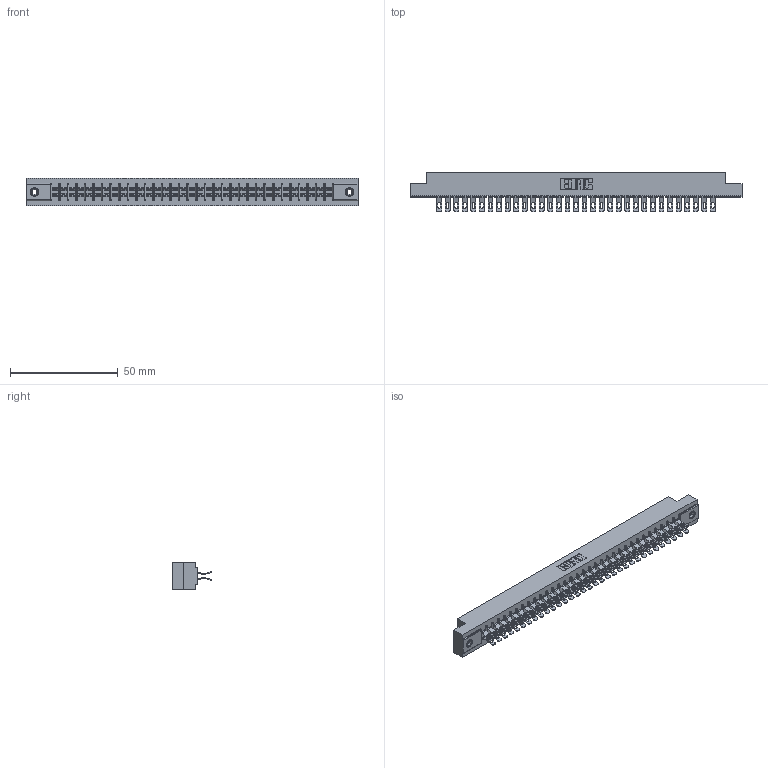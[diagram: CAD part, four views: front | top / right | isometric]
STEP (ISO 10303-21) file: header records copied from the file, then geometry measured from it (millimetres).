
FILE_DESCRIPTION (( 'STEP AP203' ), '1' );
FILE_NAME ('355-066-555-208.STEP', '2019-09-12T15:46:31', ( '' ), ( '' ), 'SwSTEP 2.0', 'SolidWorks 2016', '' );
FILE_SCHEMA (( 'CONFIG_CONTROL_DESIGN' ));
Length unit declared in the file: inch
Products named in the file (4): 355-066-555-208; 305-290-001_555; 305 Part_.156 Dia; 345-250-001_345-250-003-102
Assembly tree (69 placements, depth 2):
  355-066-555-208
    305 Part_.156 Dia
    305-290-001_555  x66
    345-250-001_345-250-003-102  x2
Bounding box: 153.77 x 18.41 x 12.7 mm (x, y, z)
Volume: 16171.6 mm3; surface area: 21640.8 mm2
Topology: 69 solids, 69 shells, 4532 faces, 13487 edges, 8806 vertices
Faces by surface type: plane 2212, cylinder 2172, sphere 132, cone 12, torus 4
Entity records: 38635 total; most frequent: CARTESIAN_POINT 6394, ORIENTED_EDGE 6330, DIRECTION 6197, EDGE_CURVE 3165, VECTOR 2527, LINE 2527, VERTEX_POINT 2016, AXIS2_PLACEMENT_3D 1835
